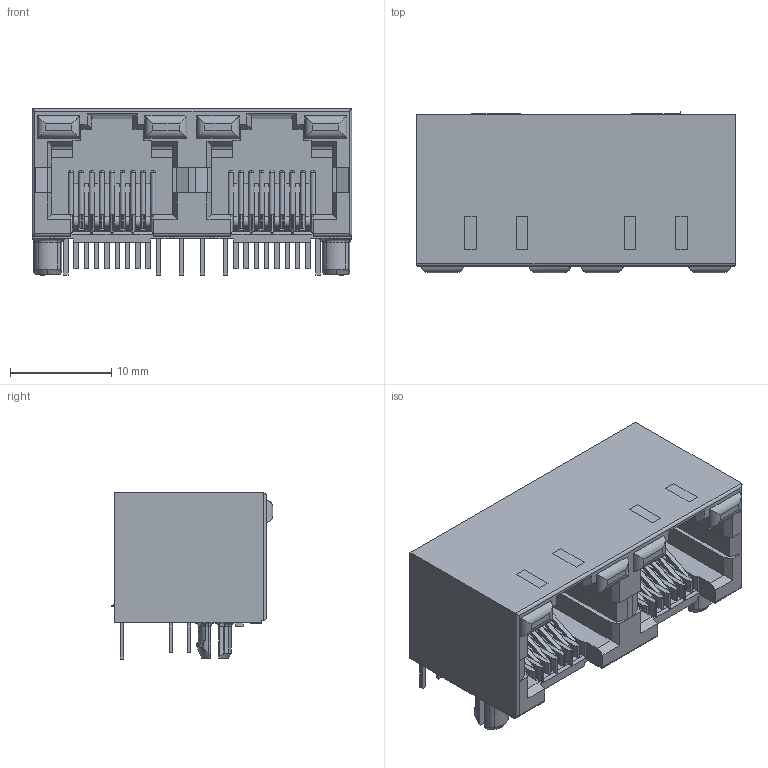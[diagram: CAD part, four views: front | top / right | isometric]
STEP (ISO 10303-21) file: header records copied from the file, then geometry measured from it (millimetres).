
FILE_DESCRIPTION(('FreeCAD Model'),'2;1');
FILE_NAME('Open CASCADE Shape Model','2023-12-04T11:51:11',(''),(''), 'Open CASCADE STEP processor 7.7','FreeCAD','Unknown');
FILE_SCHEMA(('AUTOMOTIVE_DESIGN { 1 0 10303 214 1 1 1 1 }'));
Length unit declared in the file: millimetre
Products named in the file (10): Part; pins; Compound; LEDs; Shell; Shell001; Shell002; Shell003; body; Compound002
Assembly tree (9 placements, depth 3):
  Part
    pins
      Compound
    LEDs
      Shell
      Shell001
      Shell002
      Shell003
    body
      Compound002
Bounding box: 31.51 x 15.98 x 16.39 mm (x, y, z)
Surface area: 3835 mm2 (no closed solid volume)
Topology: 0 solids, 72 shells, 1016 faces, 3153 edges, 2182 vertices
Faces by surface type: plane 738, cylinder 209, bspline 47, torus 13, cone 9
Entity records: 36926 total; most frequent: CARTESIAN_POINT 8166, ORIENTED_EDGE 5656, DIRECTION 5566, EDGE_CURVE 3153, LINE 2516, VECTOR 2516, VERTEX_POINT 2182, AXIS2_PLACEMENT_3D 1525
